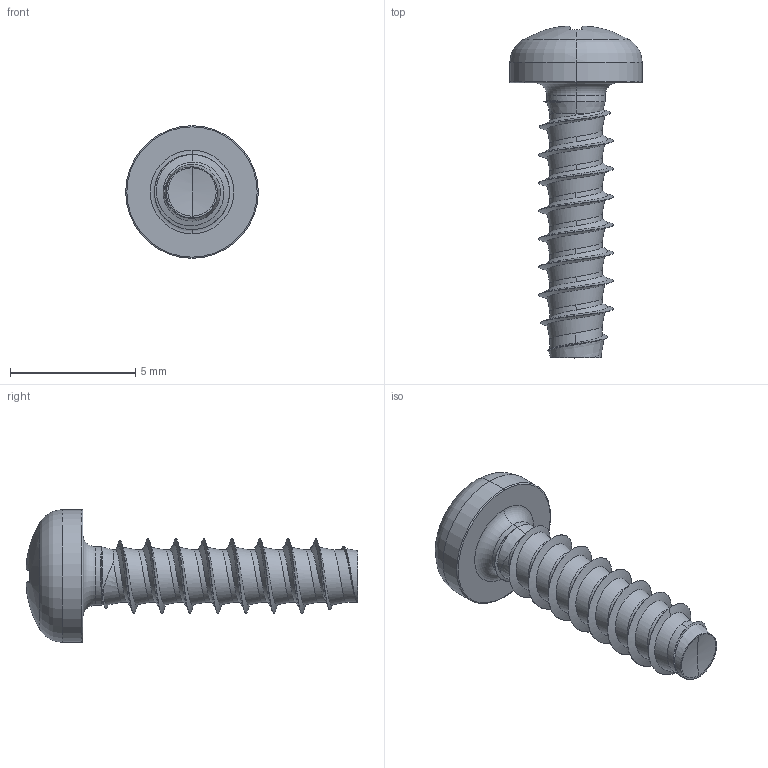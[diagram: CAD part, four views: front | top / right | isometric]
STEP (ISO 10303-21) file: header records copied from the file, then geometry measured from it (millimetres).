
FILE_DESCRIPTION (( 'STEP AP203' ), '1' );
FILE_NAME ('STP220300110.STEP', '2017-08-15T02:44:55', ( '' ), ( '' ), 'SwSTEP 2.0', 'SolidWorks 2015', '' );
FILE_SCHEMA (( 'CONFIG_CONTROL_DESIGN' ));
Length unit declared in the file: millimetre
Products named in the file (1): STP220300110
Bounding box: 5.3 x 13.27 x 5.3 mm (x, y, z)
Volume: 82.6 mm3; surface area: 190.1 mm2
Topology: 1 solids, 1 shells, 185 faces, 440 edges, 257 vertices
Faces by surface type: bspline 55, cylinder 44, plane 30, torus 28, sphere 20, cone 8
Entity records: 16970 total; most frequent: CARTESIAN_POINT 13111, ORIENTED_EDGE 876, DIRECTION 712, EDGE_CURVE 438, AXIS2_PLACEMENT_3D 312, VERTEX_POINT 257, EDGE_LOOP 187, ADVANCED_FACE 185
